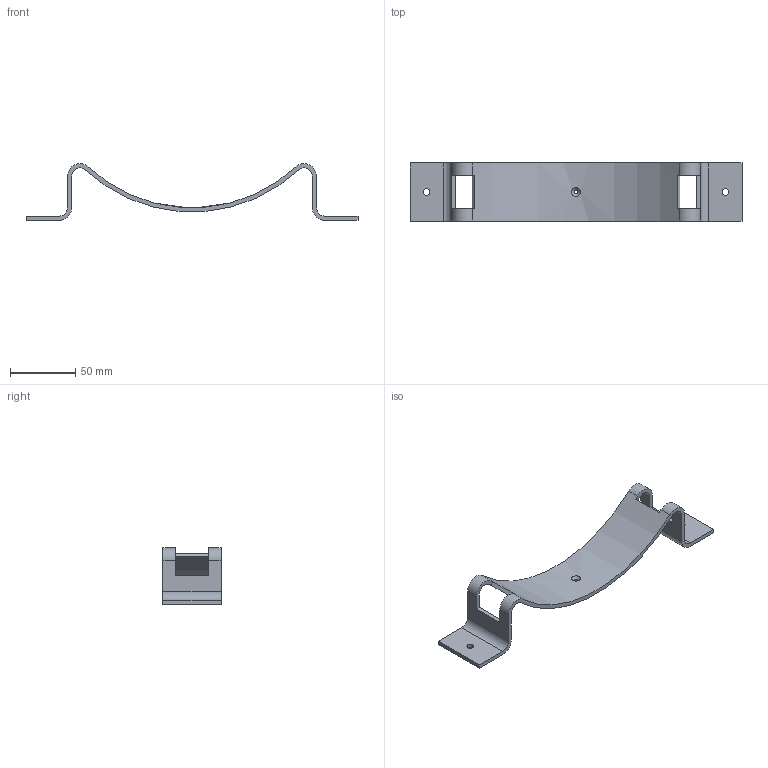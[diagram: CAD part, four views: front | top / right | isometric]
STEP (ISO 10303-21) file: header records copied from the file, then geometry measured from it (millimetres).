
FILE_DESCRIPTION(('STEP AP203'),'1');
FILE_NAME('00CMB-115-000_-0 _00CMB-0115-00_ (Cylinder Mounting Bracket, Saddle Style, Dia 9.15 _KF-115_) _Kernel_.stp','2023-09-22T21:37:04',(' '),(' '),'Spatial InterOp 3D',' ',' ');
FILE_SCHEMA(('CONFIG_CONTROL_DESIGN'));
Length unit declared in the file: inch
Products named in the file (1): 1
Bounding box: 254 x 44.45 x 43.25 mm (x, y, z)
Volume: 42253.2 mm3; surface area: 29921.1 mm2
Topology: 1 solids, 1 shells, 38 faces, 121 edges, 81 vertices
Faces by surface type: plane 20, cylinder 17, bspline 1
Full cylindrical faces by diameter (mm): 3.264 x1, 5.159 x2
Entity records: 1506 total; most frequent: CARTESIAN_POINT 369, ORIENTED_EDGE 230, DIRECTION 228, EDGE_CURVE 115, VERTEX_POINT 79, AXIS2_PLACEMENT_3D 78, LINE 72, VECTOR 72
